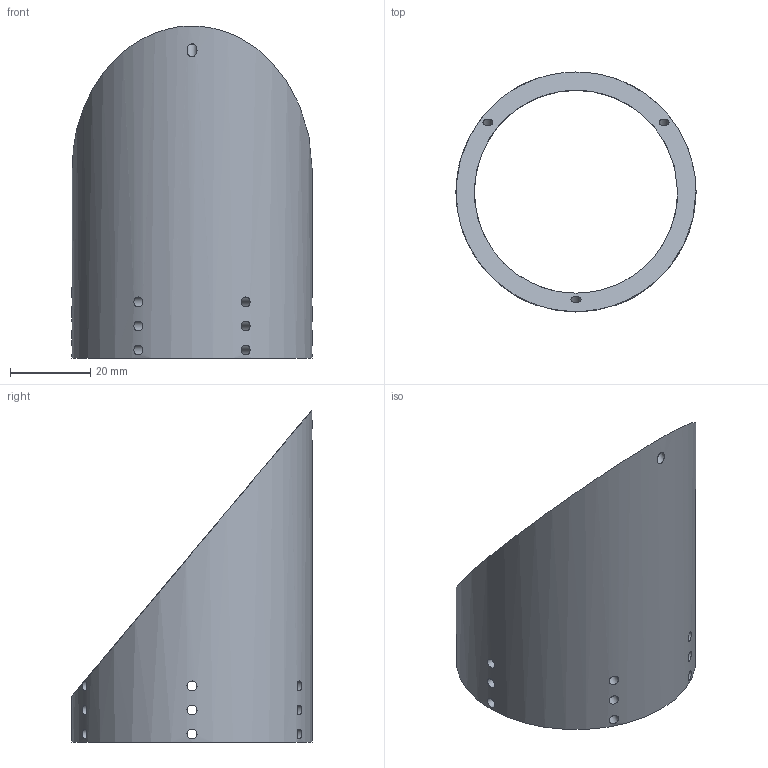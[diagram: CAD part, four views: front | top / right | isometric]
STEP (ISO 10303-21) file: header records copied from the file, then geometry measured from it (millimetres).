
FILE_DESCRIPTION(/* description */ ('Alibre Inc.'),/* implementation_level */ '2;1');
FILE_NAME(/* name */ 'export0',/* time_stamp */ '2019-08-27T11:56:41+02:00',/* author */ (''),/* organization */ (''),/* preprocessor_version */ 'ST-DEVELOPER v12',/* originating_system */ 'Alibre',/* authorisation */ '');
FILE_SCHEMA (('AUTOMOTIVE_DESIGN'));
Length unit declared in the file: centimetre
Bounding box: 60 x 60 x 82.99 mm (x, y, z)
Volume: 37339 mm3; surface area: 19047.5 mm2
Topology: 1 solids, 1 shells, 25 faces, 94 edges, 63 vertices
Faces by surface type: cylinder 23, plane 2
Full cylindrical faces by diameter (mm): 2.5 x21, 50.8 x1, 60 x1
Entity records: 1973 total; most frequent: CARTESIAN_POINT 1414, ORIENTED_EDGE 98, EDGE_LOOP 90, FACE_BOUND 90, EDGE_CURVE 49, DIRECTION 48, VERTEX_POINT 47, B_SPLINE_CURVE_WITH_KNOTS 39
